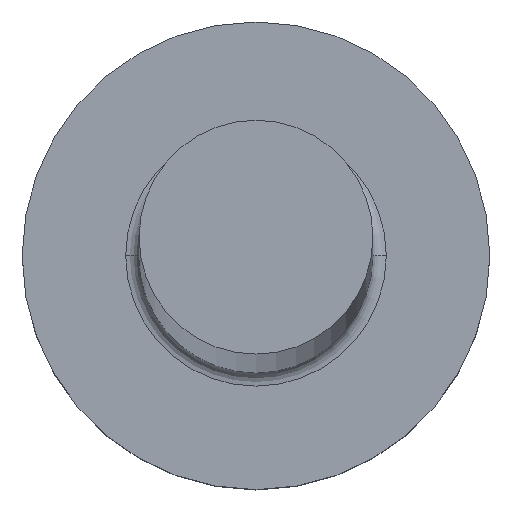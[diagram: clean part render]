
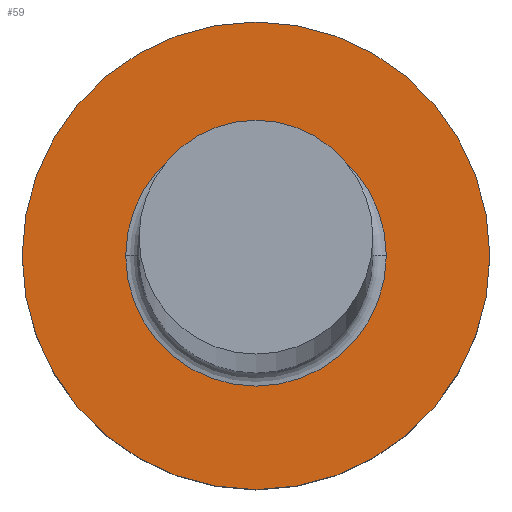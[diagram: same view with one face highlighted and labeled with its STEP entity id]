
A CAD part, top view. The second image highlights one B-rep face of the part: STEP entity #59.
In plain terms, the highlighted planar face has unit normal (0, 0, 1).
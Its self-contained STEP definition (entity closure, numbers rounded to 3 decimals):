
#9 = DIRECTION ( 'NONE',  ( 0., 0., -1. ) ) ;
#12 = CARTESIAN_POINT ( 'NONE',  ( 0., 0., 3. ) ) ;
#17 = EDGE_CURVE ( 'NONE', #247, #43, #60, .T. ) ;
#19 = AXIS2_PLACEMENT_3D ( 'NONE', #159, #132, #42 ) ;
#25 = CIRCLE ( 'NONE', #288, 3.5 ) ;
#39 = CARTESIAN_POINT ( 'NONE',  ( 3.5, 0., 3. ) ) ;
#42 = DIRECTION ( 'NONE',  ( 1., 0., 0. ) ) ;
#43 = VERTEX_POINT ( 'NONE', #39 ) ;
#45 = CARTESIAN_POINT ( 'NONE',  ( -3.5, 0., 3. ) ) ;
#46 = AXIS2_PLACEMENT_3D ( 'NONE', #12, #106, #281 ) ;
#48 = EDGE_CURVE ( 'NONE', #184, #225, #123, .T. ) ;
#51 = DIRECTION ( 'NONE',  ( 1., 0., 0. ) ) ;
#59 = ADVANCED_FACE ( 'NONE', ( #293, #231 ), #251, .T. ) ;
#60 = CIRCLE ( 'NONE', #19, 3.5 ) ;
#64 = ORIENTED_EDGE ( 'NONE', *, *, #173, .T. ) ;
#87 = AXIS2_PLACEMENT_3D ( 'NONE', #129, #9, #207 ) ;
#106 = DIRECTION ( 'NONE',  ( 0., 0., 1. ) ) ;
#113 = DIRECTION ( 'NONE',  ( 1., 0., 0. ) ) ;
#116 = DIRECTION ( 'NONE',  ( 0., 0., 1. ) ) ;
#120 = CIRCLE ( 'NONE', #268, 1.95 ) ;
#123 = CIRCLE ( 'NONE', #87, 1.95 ) ;
#129 = CARTESIAN_POINT ( 'NONE',  ( 0., 0., 3. ) ) ;
#131 = CARTESIAN_POINT ( 'NONE',  ( 0., 0., 3. ) ) ;
#132 = DIRECTION ( 'NONE',  ( 0., 0., 1. ) ) ;
#159 = CARTESIAN_POINT ( 'NONE',  ( 0., 0., 3. ) ) ;
#173 = EDGE_CURVE ( 'NONE', #43, #247, #25, .T. ) ;
#184 = VERTEX_POINT ( 'NONE', #264 ) ;
#185 = ORIENTED_EDGE ( 'NONE', *, *, #227, .T. ) ;
#202 = EDGE_LOOP ( 'NONE', ( #249, #185 ) ) ;
#207 = DIRECTION ( 'NONE',  ( 1., 0., 0. ) ) ;
#225 = VERTEX_POINT ( 'NONE', #259 ) ;
#227 = EDGE_CURVE ( 'NONE', #225, #184, #120, .T. ) ;
#231 = FACE_OUTER_BOUND ( 'NONE', #290, .T. ) ;
#240 = CARTESIAN_POINT ( 'NONE',  ( 0., 0., 3. ) ) ;
#247 = VERTEX_POINT ( 'NONE', #45 ) ;
#249 = ORIENTED_EDGE ( 'NONE', *, *, #48, .T. ) ;
#251 = PLANE ( 'NONE',  #46 ) ;
#255 = DIRECTION ( 'NONE',  ( 0., 0., -1. ) ) ;
#259 = CARTESIAN_POINT ( 'NONE',  ( -1.95, 0., 3. ) ) ;
#264 = CARTESIAN_POINT ( 'NONE',  ( 1.95, 0., 3. ) ) ;
#268 = AXIS2_PLACEMENT_3D ( 'NONE', #131, #255, #113 ) ;
#281 = DIRECTION ( 'NONE',  ( 1., 0., 0. ) ) ;
#288 = AXIS2_PLACEMENT_3D ( 'NONE', #240, #116, #51 ) ;
#290 = EDGE_LOOP ( 'NONE', ( #291, #64 ) ) ;
#291 = ORIENTED_EDGE ( 'NONE', *, *, #17, .T. ) ;
#293 = FACE_BOUND ( 'NONE', #202, .T. ) ;
